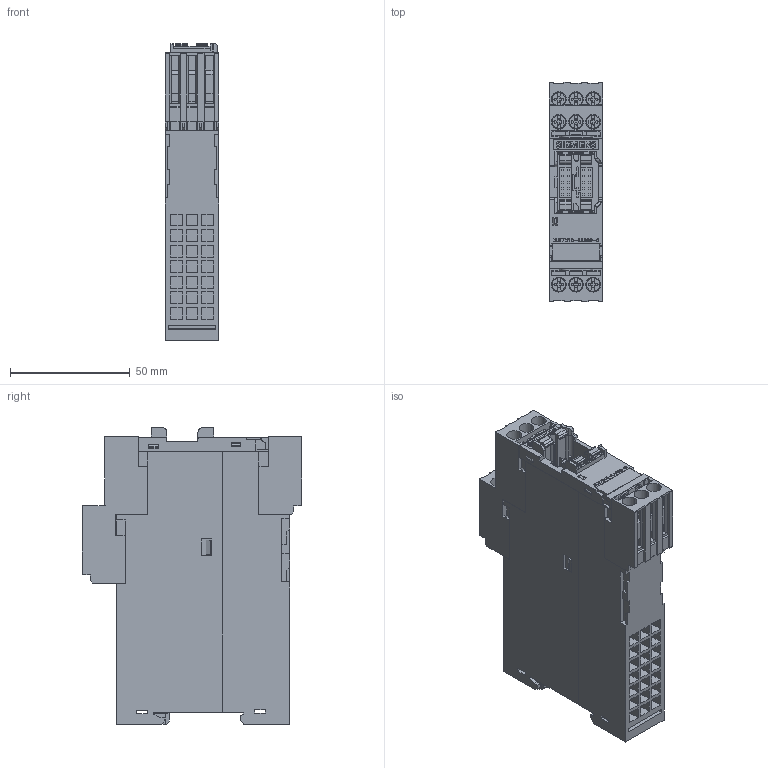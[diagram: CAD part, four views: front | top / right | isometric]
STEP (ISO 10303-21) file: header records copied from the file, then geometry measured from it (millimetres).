
FILE_DESCRIPTION(('STEP AP214'),'1');
FILE_NAME('cctmp_8BF92061-7970-4C62-B76D-23D1702FDEE0_2023_07_21_14_49_49_0257..stp','2023-07-21T12:49:51',('SIEMENS A&D'),('CADClick - www.CADClick.com'),'Spatial InterOp 3D postprocessed',' ','unknown authorization');
FILE_SCHEMA(('AUTOMOTIVE_DESIGN'));
Length unit declared in the file: millimetre
Products named in the file (1): 2023_07_21_14_49_49_0164
Bounding box: 22.5 x 91.9 x 124 mm (x, y, z)
Volume: 172607.2 mm3; surface area: 58570.5 mm2
Topology: 1 solids, 2 shells, 2116 faces, 5993 edges, 3968 vertices
Faces by surface type: plane 1818, cylinder 236, cone 54, torus 8
Entity records: 74378 total; most frequent: CARTESIAN_POINT 12468, ORIENTED_EDGE 11970, DIRECTION 10801, EDGE_CURVE 5985, LINE 5231, VECTOR 5231, VERTEX_POINT 3968, AXIS2_PLACEMENT_3D 2785
